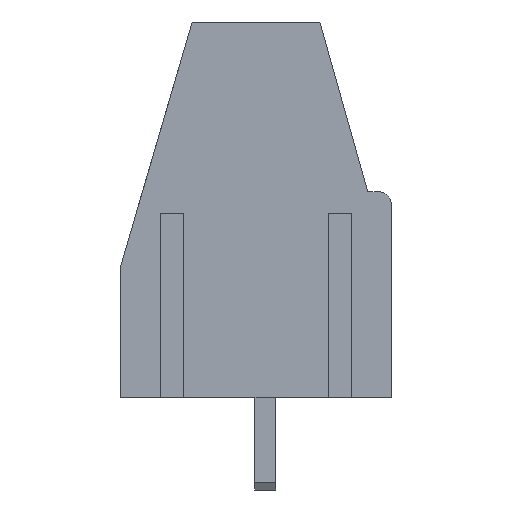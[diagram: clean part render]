
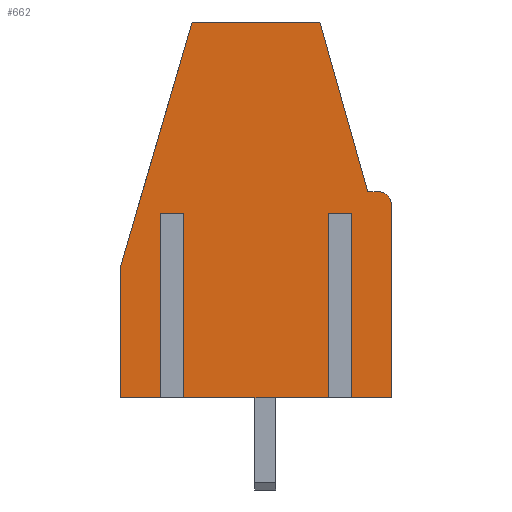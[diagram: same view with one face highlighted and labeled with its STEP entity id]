
A CAD part, left-side view. The second image highlights one B-rep face of the part: STEP entity #662.
In plain terms, the highlighted planar face has unit normal (-1, 0, 0).
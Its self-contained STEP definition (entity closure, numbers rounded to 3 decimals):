
#662=ADVANCED_FACE('',(#1495),#1496,.T.);
#1495=FACE_OUTER_BOUND('',#2573,.T.);
#1496=PLANE('',#2574);
#2573=EDGE_LOOP('',(#4271,#4272,#4273,#4274,#4275,#4276,#4277,#4278,#4279,#4280,#4281,#4282,#4283,#4284,#4285,#4286));
#2574=AXIS2_PLACEMENT_3D('',#4287,#4288,#4289);
#4271=ORIENTED_EDGE('',*,*,#6914,.F.);
#4272=ORIENTED_EDGE('',*,*,#6915,.T.);
#4273=ORIENTED_EDGE('',*,*,#6916,.T.);
#4274=ORIENTED_EDGE('',*,*,#6917,.F.);
#4275=ORIENTED_EDGE('',*,*,#6860,.F.);
#4276=ORIENTED_EDGE('',*,*,#6918,.T.);
#4277=ORIENTED_EDGE('',*,*,#6919,.T.);
#4278=ORIENTED_EDGE('',*,*,#6920,.T.);
#4279=ORIENTED_EDGE('',*,*,#6921,.T.);
#4280=ORIENTED_EDGE('',*,*,#6922,.T.);
#4281=ORIENTED_EDGE('',*,*,#6923,.T.);
#4282=ORIENTED_EDGE('',*,*,#6924,.T.);
#4283=ORIENTED_EDGE('',*,*,#6925,.T.);
#4284=ORIENTED_EDGE('',*,*,#6926,.T.);
#4285=ORIENTED_EDGE('',*,*,#6927,.T.);
#4286=ORIENTED_EDGE('',*,*,#6533,.F.);
#4287=CARTESIAN_POINT('',(-7.5,0.0,0.0));
#4288=DIRECTION('',(-1.0,0.0,0.0));
#4289=DIRECTION('',(0.0,0.0,1.0));
#6533=EDGE_CURVE('',#7892,#7887,#7894,.T.);
#6860=EDGE_CURVE('',#8422,#8424,#8425,.T.);
#6914=EDGE_CURVE('',#8513,#7892,#8514,.T.);
#6915=EDGE_CURVE('',#8513,#8515,#8516,.T.);
#6916=EDGE_CURVE('',#8515,#8517,#8518,.T.);
#6917=EDGE_CURVE('',#8424,#8517,#8519,.T.);
#6918=EDGE_CURVE('',#8422,#8520,#8521,.T.);
#6919=EDGE_CURVE('',#8520,#8522,#8523,.T.);
#6920=EDGE_CURVE('',#8522,#8524,#8525,.T.);
#6921=EDGE_CURVE('',#8524,#8526,#8527,.T.);
#6922=EDGE_CURVE('',#8526,#8528,#8529,.T.);
#6923=EDGE_CURVE('',#8528,#8530,#8531,.T.);
#6924=EDGE_CURVE('',#8530,#8532,#8533,.T.);
#6925=EDGE_CURVE('',#8532,#8534,#8535,.T.);
#6926=EDGE_CURVE('',#8534,#8536,#8537,.T.);
#6927=EDGE_CURVE('',#8536,#7887,#8538,.T.);
#7887=VERTEX_POINT('',#9823);
#7892=VERTEX_POINT('',#9830);
#7894=LINE('',#9833,#9834);
#8422=VERTEX_POINT('',#10562);
#8424=VERTEX_POINT('',#10565);
#8425=LINE('',#10566,#10567);
#8513=VERTEX_POINT('',#10696);
#8514=LINE('',#10697,#10698);
#8515=VERTEX_POINT('',#10699);
#8516=LINE('',#10700,#10701);
#8517=VERTEX_POINT('',#10702);
#8518=LINE('',#10703,#10704);
#8519=LINE('',#10705,#10706);
#8520=VERTEX_POINT('',#10707);
#8521=LINE('',#10708,#10709);
#8522=VERTEX_POINT('',#10710);
#8523=LINE('',#10711,#10712);
#8524=VERTEX_POINT('',#10713);
#8525=LINE('',#10714,#10715);
#8526=VERTEX_POINT('',#10716);
#8527=CIRCLE('',#10717,0.5);
#8528=VERTEX_POINT('',#10718);
#8529=LINE('',#10719,#10720);
#8530=VERTEX_POINT('',#10721);
#8531=LINE('',#10722,#10723);
#8532=VERTEX_POINT('',#10724);
#8533=LINE('',#10725,#10726);
#8534=VERTEX_POINT('',#10727);
#8535=LINE('',#10728,#10729);
#8536=VERTEX_POINT('',#10730);
#8537=LINE('',#10731,#10732);
#8538=LINE('',#10733,#10734);
#9823=CARTESIAN_POINT('',(-7.5,3.5,-3.925));
#9830=CARTESIAN_POINT('',(-7.5,3.5,3.075));
#9833=CARTESIAN_POINT('',(-7.5,3.5,3.075));
#9834=VECTOR('',#12122,1000.0);
#10562=CARTESIAN_POINT('',(-7.5,-3.5,3.075));
#10565=CARTESIAN_POINT('',(-7.5,-2.9,3.075));
#10566=CARTESIAN_POINT('',(-7.5,-3.5,3.075));
#10567=VECTOR('',#12492,1000.0);
#10696=CARTESIAN_POINT('',(-7.5,2.9,3.075));
#10697=CARTESIAN_POINT('',(-7.5,2.9,3.075));
#10698=VECTOR('',#12540,1000.0);
#10699=CARTESIAN_POINT('',(-7.5,2.9,-3.925));
#10700=CARTESIAN_POINT('',(-7.5,2.9,3.075));
#10701=VECTOR('',#12541,1000.0);
#10702=CARTESIAN_POINT('',(-7.5,-2.9,-3.925));
#10703=CARTESIAN_POINT('',(-7.5,5.15,-3.925));
#10704=VECTOR('',#12542,1000.0);
#10705=CARTESIAN_POINT('',(-7.5,-2.9,3.075));
#10706=VECTOR('',#12543,1000.0);
#10707=CARTESIAN_POINT('',(-7.5,-3.5,-3.925));
#10708=CARTESIAN_POINT('',(-7.5,-3.5,3.075));
#10709=VECTOR('',#12544,1000.0);
#10710=CARTESIAN_POINT('',(-7.5,-5.15,-3.925));
#10711=CARTESIAN_POINT('',(-7.5,5.15,-3.925));
#10712=VECTOR('',#12545,1000.0);
#10713=CARTESIAN_POINT('',(-7.5,-5.15,3.425));
#10714=CARTESIAN_POINT('',(-7.5,-5.15,-3.925));
#10715=VECTOR('',#12546,1000.0);
#10716=CARTESIAN_POINT('',(-7.5,-4.65,3.925));
#10717=AXIS2_PLACEMENT_3D('',#12547,#12548,#12549);
#10718=CARTESIAN_POINT('',(-7.5,-4.25,3.925));
#10719=CARTESIAN_POINT('',(-7.5,-4.25,3.925));
#10720=VECTOR('',#12550,1000.0);
#10721=CARTESIAN_POINT('',(-7.5,-2.431,10.375));
#10722=CARTESIAN_POINT('',(-7.5,-2.431,10.375));
#10723=VECTOR('',#12551,1000.0);
#10724=CARTESIAN_POINT('',(-7.5,2.431,10.375));
#10725=CARTESIAN_POINT('',(-7.5,-2.431,10.375));
#10726=VECTOR('',#12552,1000.0);
#10727=CARTESIAN_POINT('',(-7.5,5.15,1.075));
#10728=CARTESIAN_POINT('',(-7.5,5.15,1.075));
#10729=VECTOR('',#12553,1000.0);
#10730=CARTESIAN_POINT('',(-7.5,5.15,-3.925));
#10731=CARTESIAN_POINT('',(-7.5,5.15,1.075));
#10732=VECTOR('',#12554,1000.0);
#10733=CARTESIAN_POINT('',(-7.5,5.15,-3.925));
#10734=VECTOR('',#12555,1000.0);
#12122=DIRECTION('',(0.0,0.0,-1.0));
#12492=DIRECTION('',(0.0,1.0,0.0));
#12540=DIRECTION('',(0.0,1.0,0.0));
#12541=DIRECTION('',(0.0,0.0,-1.0));
#12542=DIRECTION('',(0.0,-1.0,0.0));
#12543=DIRECTION('',(0.0,0.0,-1.0));
#12544=DIRECTION('',(0.0,0.0,-1.0));
#12545=DIRECTION('',(0.0,-1.0,0.0));
#12546=DIRECTION('',(0.0,0.0,1.0));
#12547=CARTESIAN_POINT('',(-7.5,-4.65,3.425));
#12548=DIRECTION('',(-1.0,0.0,0.0));
#12549=DIRECTION('',(0.0,0.0,1.0));
#12550=DIRECTION('',(0.0,1.0,0.0));
#12551=DIRECTION('',(0.0,0.271,0.962));
#12552=DIRECTION('',(0.0,1.0,0.0));
#12553=DIRECTION('',(0.0,0.281,-0.96));
#12554=DIRECTION('',(0.0,0.0,-1.0));
#12555=DIRECTION('',(0.0,-1.0,0.0));
